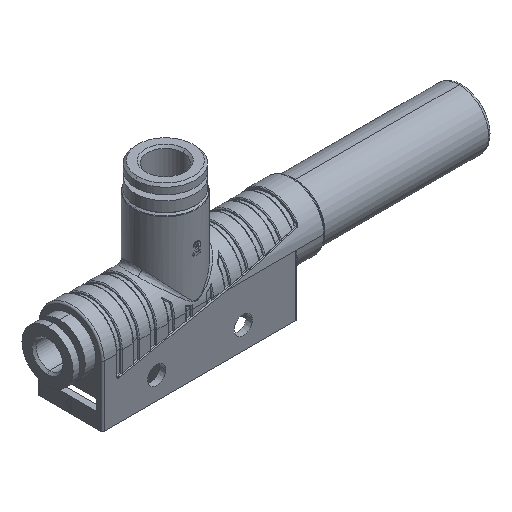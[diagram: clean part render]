
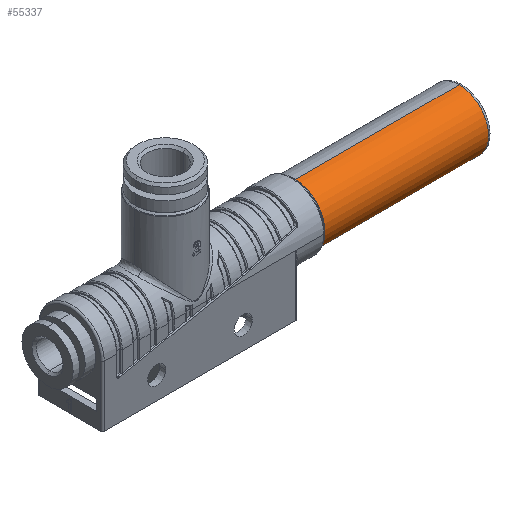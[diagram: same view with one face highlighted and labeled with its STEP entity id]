
A CAD part, isometric view. The second image highlights one B-rep face of the part: STEP entity #55337.
In plain terms, the highlighted cylindrical face has radius 6.8 mm (diameter 13.6 mm), a partial arc.
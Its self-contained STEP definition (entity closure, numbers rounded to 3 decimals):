
#658 = AXIS2_PLACEMENT_3D ( 'NONE', #23114, #59146, #3248 ) ;
#3091 = VERTEX_POINT ( 'NONE', #32868 ) ;
#3248 = DIRECTION ( 'NONE',  ( 0., 0., 1. ) ) ;
#3387 = CIRCLE ( 'NONE', #45352, 6.8 ) ;
#5532 = EDGE_CURVE ( 'NONE', #9930, #34942, #22651, .T. ) ;
#6057 = AXIS2_PLACEMENT_3D ( 'NONE', #28764, #18715, #14718 ) ;
#7428 = VECTOR ( 'NONE', #10440, 1000. ) ;
#8226 = CARTESIAN_POINT ( 'NONE',  ( 57.2, 0., 0. ) ) ;
#8486 = VECTOR ( 'NONE', #30404, 1000. ) ;
#8822 = DIRECTION ( 'NONE',  ( 1., 0., 0. ) ) ;
#9930 = VERTEX_POINT ( 'NONE', #24234 ) ;
#10440 = DIRECTION ( 'NONE',  ( 1., 0., 0. ) ) ;
#12148 = CIRCLE ( 'NONE', #58975, 6.8 ) ;
#12831 = EDGE_LOOP ( 'NONE', ( #50467, #49730, #50242, #16220, #35762, #35382 ) ) ;
#13024 = FACE_OUTER_BOUND ( 'NONE', #12831, .T. ) ;
#13525 = DIRECTION ( 'NONE',  ( 1., 0., 0. ) ) ;
#14472 = CARTESIAN_POINT ( 'NONE',  ( 95.038, -6.8, 0. ) ) ;
#14718 = DIRECTION ( 'NONE',  ( 0., 0., 1. ) ) ;
#15018 = CARTESIAN_POINT ( 'NONE',  ( 61.501, 0., 6.8 ) ) ;
#16220 = ORIENTED_EDGE ( 'NONE', *, *, #31101, .T. ) ;
#18048 = CIRCLE ( 'NONE', #39490, 6.8 ) ;
#18715 = DIRECTION ( 'NONE',  ( -1., 0., 0. ) ) ;
#20683 = DIRECTION ( 'NONE',  ( 0., 0., 1. ) ) ;
#22651 = CIRCLE ( 'NONE', #6057, 6.8 ) ;
#23114 = CARTESIAN_POINT ( 'NONE',  ( 61.501, 0., 0. ) ) ;
#24234 = CARTESIAN_POINT ( 'NONE',  ( 95.038, 0., -6.8 ) ) ;
#27001 = CARTESIAN_POINT ( 'NONE',  ( 95.038, 0., 6.8 ) ) ;
#27663 = CYLINDRICAL_SURFACE ( 'NONE', #658, 6.8 ) ;
#28171 = EDGE_CURVE ( 'NONE', #36491, #43478, #3387, .T. ) ;
#28764 = CARTESIAN_POINT ( 'NONE',  ( 95.038, 0., 0. ) ) ;
#29566 = EDGE_CURVE ( 'NONE', #3091, #36491, #12148, .T. ) ;
#29834 = CARTESIAN_POINT ( 'NONE',  ( 95.038, 0., 0. ) ) ;
#30404 = DIRECTION ( 'NONE',  ( 1., 0., 0. ) ) ;
#31021 = CARTESIAN_POINT ( 'NONE',  ( 57.2, -6.8, 0. ) ) ;
#31101 = EDGE_CURVE ( 'NONE', #34942, #56304, #18048, .T. ) ;
#32868 = CARTESIAN_POINT ( 'NONE',  ( 57.2, 0., 6.8 ) ) ;
#34942 = VERTEX_POINT ( 'NONE', #14472 ) ;
#35382 = ORIENTED_EDGE ( 'NONE', *, *, #29566, .T. ) ;
#35762 = ORIENTED_EDGE ( 'NONE', *, *, #49556, .F. ) ;
#36491 = VERTEX_POINT ( 'NONE', #31021 ) ;
#37343 = DIRECTION ( 'NONE',  ( 0., 0., 1. ) ) ;
#39490 = AXIS2_PLACEMENT_3D ( 'NONE', #29834, #43895, #20683 ) ;
#43478 = VERTEX_POINT ( 'NONE', #43909 ) ;
#43895 = DIRECTION ( 'NONE',  ( -1., 0., 0. ) ) ;
#43909 = CARTESIAN_POINT ( 'NONE',  ( 57.2, 0., -6.8 ) ) ;
#45352 = AXIS2_PLACEMENT_3D ( 'NONE', #8226, #8822, #55270 ) ;
#45907 = CARTESIAN_POINT ( 'NONE',  ( 57.2, 0., 0. ) ) ;
#46484 = EDGE_CURVE ( 'NONE', #43478, #9930, #53024, .T. ) ;
#49556 = EDGE_CURVE ( 'NONE', #3091, #56304, #52282, .T. ) ;
#49730 = ORIENTED_EDGE ( 'NONE', *, *, #46484, .T. ) ;
#50242 = ORIENTED_EDGE ( 'NONE', *, *, #5532, .T. ) ;
#50467 = ORIENTED_EDGE ( 'NONE', *, *, #28171, .T. ) ;
#52282 = LINE ( 'NONE', #15018, #7428 ) ;
#53024 = LINE ( 'NONE', #57907, #8486 ) ;
#55270 = DIRECTION ( 'NONE',  ( 0., 0., 1. ) ) ;
#55337 = ADVANCED_FACE ( 'NONE', ( #13024 ), #27663, .T. ) ;
#56304 = VERTEX_POINT ( 'NONE', #27001 ) ;
#57907 = CARTESIAN_POINT ( 'NONE',  ( 61.501, 0., -6.8 ) ) ;
#58975 = AXIS2_PLACEMENT_3D ( 'NONE', #45907, #13525, #37343 ) ;
#59146 = DIRECTION ( 'NONE',  ( 1., 0., 0. ) ) ;
